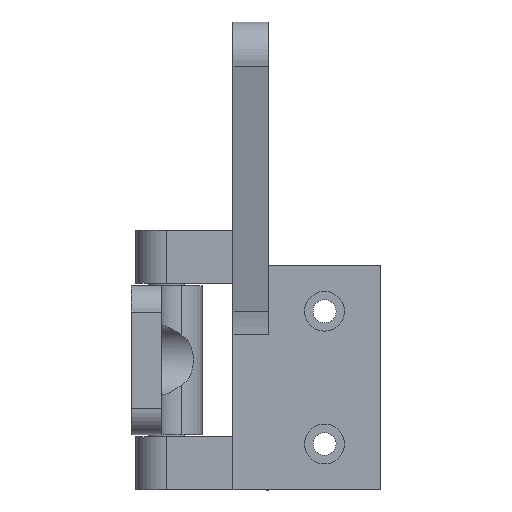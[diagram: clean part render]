
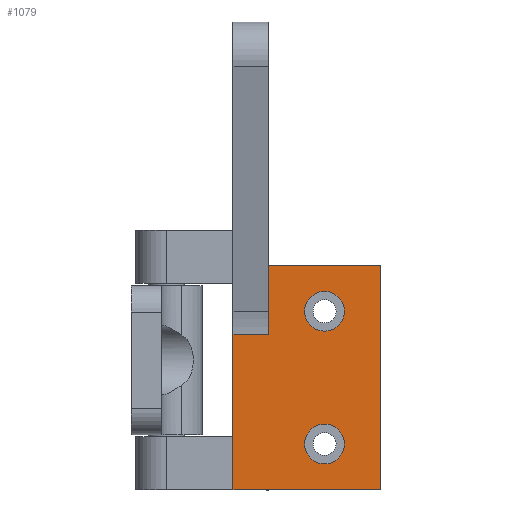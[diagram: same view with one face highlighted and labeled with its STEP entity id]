
A CAD part, left-side view. The second image highlights one B-rep face of the part: STEP entity #1079.
In plain terms, the highlighted planar face has unit normal (-1, 0, 0).
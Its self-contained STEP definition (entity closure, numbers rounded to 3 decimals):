
#19=FACE_BOUND('',#132,.T.);
#20=FACE_BOUND('',#133,.T.);
#37=PLANE('',#1174);
#72=FACE_OUTER_BOUND('',#131,.T.);
#131=EDGE_LOOP('',(#776,#777,#778,#779,#780,#781));
#132=EDGE_LOOP('',(#782));
#133=EDGE_LOOP('',(#783));
#228=CIRCLE('',#1175,4.5);
#229=CIRCLE('',#1176,4.5);
#277=LINE('',#1753,#372);
#287=LINE('',#1834,#382);
#288=LINE('',#1837,#383);
#289=LINE('',#1839,#384);
#290=LINE('',#1841,#385);
#291=LINE('',#1842,#386);
#372=VECTOR('',#1301,10.);
#382=VECTOR('',#1325,10.);
#383=VECTOR('',#1328,10.);
#384=VECTOR('',#1329,10.);
#385=VECTOR('',#1330,10.);
#386=VECTOR('',#1331,10.);
#480=VERTEX_POINT('',#1750);
#481=VERTEX_POINT('',#1752);
#492=VERTEX_POINT('',#1832);
#493=VERTEX_POINT('',#1836);
#494=VERTEX_POINT('',#1838);
#495=VERTEX_POINT('',#1840);
#496=VERTEX_POINT('',#1843);
#497=VERTEX_POINT('',#1845);
#590=EDGE_CURVE('',#481,#480,#277,.T.);
#607=EDGE_CURVE('',#480,#492,#287,.T.);
#608=EDGE_CURVE('',#493,#492,#288,.T.);
#609=EDGE_CURVE('',#493,#494,#289,.T.);
#610=EDGE_CURVE('',#494,#495,#290,.T.);
#611=EDGE_CURVE('',#481,#495,#291,.T.);
#612=EDGE_CURVE('',#496,#496,#228,.T.);
#613=EDGE_CURVE('',#497,#497,#229,.T.);
#776=ORIENTED_EDGE('',*,*,#607,.T.);
#777=ORIENTED_EDGE('',*,*,#608,.F.);
#778=ORIENTED_EDGE('',*,*,#609,.T.);
#779=ORIENTED_EDGE('',*,*,#610,.T.);
#780=ORIENTED_EDGE('',*,*,#611,.F.);
#781=ORIENTED_EDGE('',*,*,#590,.T.);
#782=ORIENTED_EDGE('',*,*,#612,.F.);
#783=ORIENTED_EDGE('',*,*,#613,.F.);
#1079=ADVANCED_FACE('',(#72,#19,#20),#37,.F.);
#1174=AXIS2_PLACEMENT_3D('',#1835,#1326,#1327);
#1175=AXIS2_PLACEMENT_3D('',#1844,#1332,#1333);
#1176=AXIS2_PLACEMENT_3D('',#1846,#1334,#1335);
#1301=DIRECTION('',(0.,0.,-1.));
#1325=DIRECTION('',(0.,1.,0.));
#1326=DIRECTION('center_axis',(1.,0.,0.));
#1327=DIRECTION('ref_axis',(0.,0.,1.));
#1328=DIRECTION('',(0.,0.,1.));
#1329=DIRECTION('',(0.,-1.,0.));
#1330=DIRECTION('',(0.,0.,1.));
#1331=DIRECTION('',(0.,-1.,0.));
#1332=DIRECTION('center_axis',(-1.,0.,0.));
#1333=DIRECTION('ref_axis',(0.,0.,-1.));
#1334=DIRECTION('center_axis',(-1.,0.,0.));
#1335=DIRECTION('ref_axis',(0.,0.,-1.));
#1750=CARTESIAN_POINT('',(-157.9,10.379,9.833));
#1752=CARTESIAN_POINT('',(-157.9,10.379,25.4));
#1753=CARTESIAN_POINT('',(-157.9,10.379,-12.7));
#1832=CARTESIAN_POINT('',(-157.9,18.379,9.833));
#1834=CARTESIAN_POINT('',(-157.9,18.379,9.833));
#1835=CARTESIAN_POINT('Origin',(-157.9,18.379,-25.4));
#1836=CARTESIAN_POINT('',(-157.9,18.379,-25.4));
#1837=CARTESIAN_POINT('',(-157.9,18.379,-25.4));
#1838=CARTESIAN_POINT('',(-157.9,-15.021,-25.4));
#1839=CARTESIAN_POINT('',(-157.9,10.379,-25.4));
#1840=CARTESIAN_POINT('',(-157.9,-15.021,25.4));
#1841=CARTESIAN_POINT('',(-157.9,-15.021,-25.4));
#1842=CARTESIAN_POINT('',(-157.9,10.379,25.4));
#1843=CARTESIAN_POINT('',(-157.9,-2.321,19.5));
#1844=CARTESIAN_POINT('Origin',(-157.9,-2.321,15.));
#1845=CARTESIAN_POINT('',(-157.9,-2.321,-10.5));
#1846=CARTESIAN_POINT('Origin',(-157.9,-2.321,-15.));
